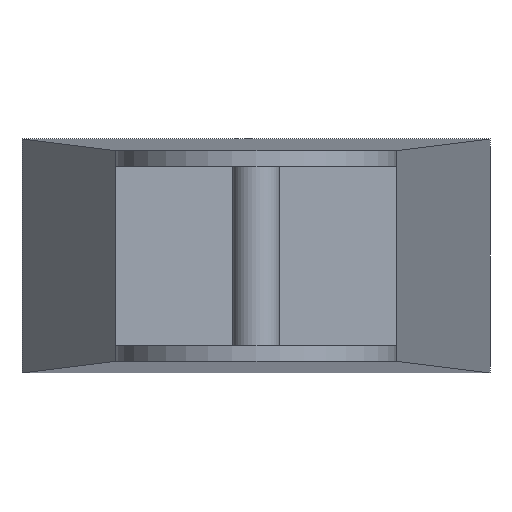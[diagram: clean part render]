
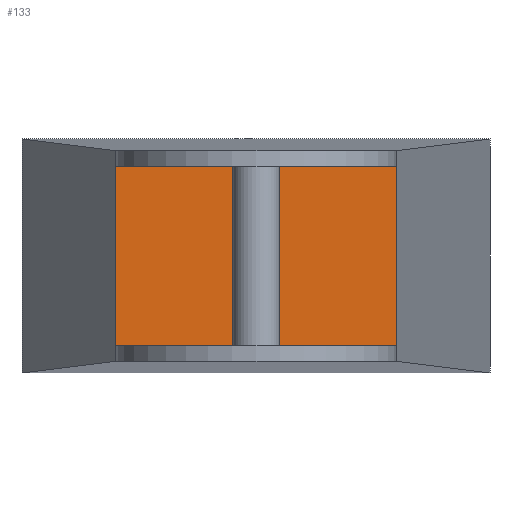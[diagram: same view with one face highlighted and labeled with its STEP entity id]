
A CAD part, left-side view. The second image highlights one B-rep face of the part: STEP entity #133.
In plain terms, the highlighted planar face has unit normal (-1, 0, 0).
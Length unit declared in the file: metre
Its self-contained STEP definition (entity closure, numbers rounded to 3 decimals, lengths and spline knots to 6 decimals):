
#133 = ADVANCED_FACE( '', ( #278 ), #279, .F. );
#278 = FACE_OUTER_BOUND( '', #427, .T. );
#279 = PLANE( '', #428 );
#427 = EDGE_LOOP( '', ( #742, #743, #744, #745 ) );
#428 = AXIS2_PLACEMENT_3D( '', #746, #747, #748 );
#742 = ORIENTED_EDGE( '', *, *, #973, .T. );
#743 = ORIENTED_EDGE( '', *, *, #942, .T. );
#744 = ORIENTED_EDGE( '', *, *, #866, .F. );
#745 = ORIENTED_EDGE( '', *, *, #937, .F. );
#746 = CARTESIAN_POINT( '', ( -0.4, 0., 0. ) );
#747 = DIRECTION( '', ( 1., 0., 0. ) );
#748 = DIRECTION( '', ( 0., 1., 0. ) );
#866 = EDGE_CURVE( '', #1024, #1026, #1027, .T. );
#937 = EDGE_CURVE( '', #1134, #1024, #1135, .T. );
#942 = EDGE_CURVE( '', #1142, #1026, #1143, .T. );
#973 = EDGE_CURVE( '', #1134, #1142, #1178, .T. );
#1024 = VERTEX_POINT( '', #1243 );
#1026 = VERTEX_POINT( '', #1246 );
#1027 = LINE( '', #1247, #1248 );
#1134 = VERTEX_POINT( '', #1403 );
#1135 = LINE( '', #1404, #1405 );
#1142 = VERTEX_POINT( '', #1413 );
#1143 = LINE( '', #1414, #1415 );
#1178 = LINE( '', #1468, #1469 );
#1243 = CARTESIAN_POINT( '', ( -0.4, -0.09, 0.0575 ) );
#1246 = CARTESIAN_POINT( '', ( -0.4, -0.09, -0.0575 ) );
#1247 = CARTESIAN_POINT( '', ( -0.4, -0.09, 0. ) );
#1248 = VECTOR( '', #1509, 1. );
#1403 = CARTESIAN_POINT( '', ( -0.4, 0.09, 0.0575 ) );
#1404 = CARTESIAN_POINT( '', ( -0.4, 0., 0.0575 ) );
#1405 = VECTOR( '', #1576, 1. );
#1413 = CARTESIAN_POINT( '', ( -0.4, 0.09, -0.0575 ) );
#1414 = CARTESIAN_POINT( '', ( -0.4, 0., -0.0575 ) );
#1415 = VECTOR( '', #1584, 1. );
#1468 = CARTESIAN_POINT( '', ( -0.4, 0.09, 0. ) );
#1469 = VECTOR( '', #1603, 1. );
#1509 = DIRECTION( '', ( 0., 0., -1. ) );
#1576 = DIRECTION( '', ( 0., -1., 0. ) );
#1584 = DIRECTION( '', ( 0., -1., 0. ) );
#1603 = DIRECTION( '', ( 0., 0., -1. ) );
